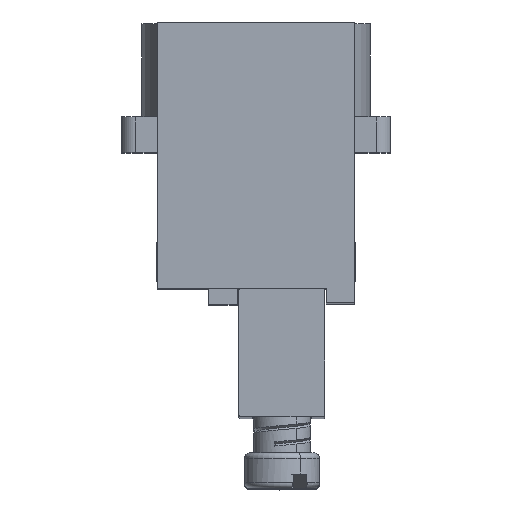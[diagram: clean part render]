
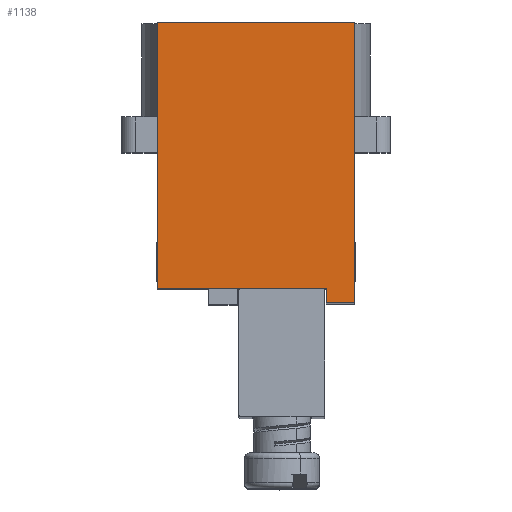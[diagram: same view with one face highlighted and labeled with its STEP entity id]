
A CAD part, top view. The second image highlights one B-rep face of the part: STEP entity #1138.
In plain terms, the highlighted face is planar.
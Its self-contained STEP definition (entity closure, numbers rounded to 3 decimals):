
#468 = VERTEX_POINT ( 'NONE', #15690 ) ;
#1138 = ADVANCED_FACE ( 'NONE', ( #2248 ), #6632, .F. ) ;
#1791 = EDGE_CURVE ( 'NONE', #468, #17675, #12908, .T. ) ;
#1855 = ORIENTED_EDGE ( 'NONE', *, *, #9070, .F. ) ;
#2146 = VECTOR ( 'NONE', #3675, 1000. ) ;
#2187 = VERTEX_POINT ( 'NONE', #5671 ) ;
#2248 = FACE_OUTER_BOUND ( 'NONE', #4519, .T. ) ;
#2409 = ORIENTED_EDGE ( 'NONE', *, *, #1791, .F. ) ;
#2783 = LINE ( 'NONE', #8609, #5294 ) ;
#3448 = CARTESIAN_POINT ( 'NONE',  ( -34.5, 19.6, -6.9 ) ) ;
#3675 = DIRECTION ( 'NONE',  ( 0., 0., 1. ) ) ;
#3907 = VECTOR ( 'NONE', #11503, 1000. ) ;
#4502 = CARTESIAN_POINT ( 'NONE',  ( -34.5, 19.6, -4.9 ) ) ;
#4519 = EDGE_LOOP ( 'NONE', ( #14029, #1855, #2409, #13823, #10212, #14562 ) ) ;
#5294 = VECTOR ( 'NONE', #8893, 1000. ) ;
#5671 = CARTESIAN_POINT ( 'NONE',  ( -34.5, 18.6, -4.9 ) ) ;
#6324 = LINE ( 'NONE', #14774, #6818 ) ;
#6632 = PLANE ( 'NONE',  #13278 ) ;
#6818 = VECTOR ( 'NONE', #10782, 1000. ) ;
#7638 = VECTOR ( 'NONE', #9421, 1000. ) ;
#7695 = LINE ( 'NONE', #10809, #2146 ) ;
#7801 = CARTESIAN_POINT ( 'NONE',  ( -34.5, 0., -6.9 ) ) ;
#8363 = DIRECTION ( 'NONE',  ( 0., -1., 0. ) ) ;
#8609 = CARTESIAN_POINT ( 'NONE',  ( -34.5, 18.6, 6.9 ) ) ;
#8723 = EDGE_CURVE ( 'NONE', #17544, #13407, #7695, .T. ) ;
#8893 = DIRECTION ( 'NONE',  ( 0., 0., -1. ) ) ;
#9070 = EDGE_CURVE ( 'NONE', #17675, #10242, #6324, .T. ) ;
#9257 = EDGE_CURVE ( 'NONE', #468, #2187, #2783, .T. ) ;
#9421 = DIRECTION ( 'NONE',  ( 0., -1., 0. ) ) ;
#10212 = ORIENTED_EDGE ( 'NONE', *, *, #18684, .F. ) ;
#10242 = VERTEX_POINT ( 'NONE', #16413 ) ;
#10782 = DIRECTION ( 'NONE',  ( 0., 0., -1. ) ) ;
#10809 = CARTESIAN_POINT ( 'NONE',  ( -34.5, 19.6, -6.9 ) ) ;
#11233 = CARTESIAN_POINT ( 'NONE',  ( -34.5, 0., 6.9 ) ) ;
#11385 = LINE ( 'NONE', #17276, #16039 ) ;
#11503 = DIRECTION ( 'NONE',  ( 0., -1., 0. ) ) ;
#12421 = CARTESIAN_POINT ( 'NONE',  ( -34.5, 0., 6.9 ) ) ;
#12908 = LINE ( 'NONE', #11233, #3907 ) ;
#13278 = AXIS2_PLACEMENT_3D ( 'NONE', #12421, #17167, #14327 ) ;
#13407 = VERTEX_POINT ( 'NONE', #4502 ) ;
#13675 = LINE ( 'NONE', #7801, #7638 ) ;
#13823 = ORIENTED_EDGE ( 'NONE', *, *, #9257, .T. ) ;
#14029 = ORIENTED_EDGE ( 'NONE', *, *, #15901, .T. ) ;
#14327 = DIRECTION ( 'NONE',  ( 0., 0., -1. ) ) ;
#14562 = ORIENTED_EDGE ( 'NONE', *, *, #8723, .F. ) ;
#14774 = CARTESIAN_POINT ( 'NONE',  ( -34.5, 0., 6.9 ) ) ;
#15690 = CARTESIAN_POINT ( 'NONE',  ( -34.5, 18.6, 6.9 ) ) ;
#15901 = EDGE_CURVE ( 'NONE', #17544, #10242, #13675, .T. ) ;
#16039 = VECTOR ( 'NONE', #8363, 1000. ) ;
#16413 = CARTESIAN_POINT ( 'NONE',  ( -34.5, 0., -6.9 ) ) ;
#16745 = CARTESIAN_POINT ( 'NONE',  ( -34.5, 0., 6.9 ) ) ;
#17167 = DIRECTION ( 'NONE',  ( 1., 0., 0. ) ) ;
#17276 = CARTESIAN_POINT ( 'NONE',  ( -34.5, 19.6, -4.9 ) ) ;
#17544 = VERTEX_POINT ( 'NONE', #3448 ) ;
#17675 = VERTEX_POINT ( 'NONE', #16745 ) ;
#18684 = EDGE_CURVE ( 'NONE', #13407, #2187, #11385, .T. ) ;
